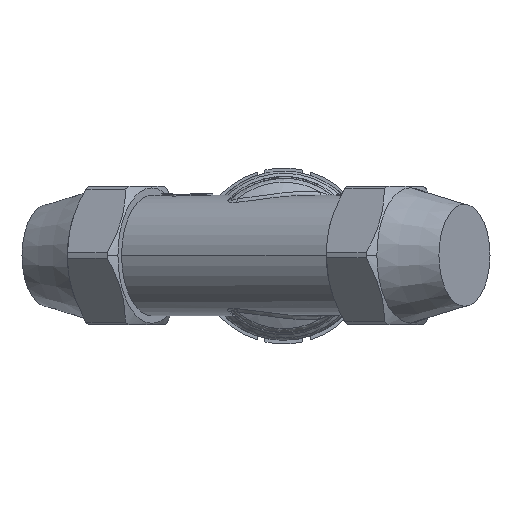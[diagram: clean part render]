
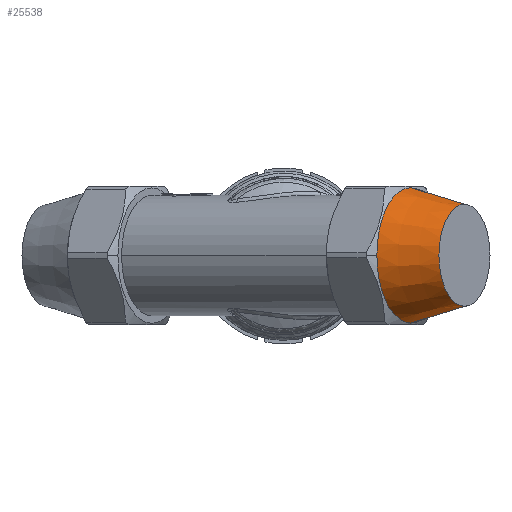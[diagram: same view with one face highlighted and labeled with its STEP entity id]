
A CAD part, top view. The second image highlights one B-rep face of the part: STEP entity #25538.
In plain terms, the highlighted conical face has half-angle 15 degrees and reference radius 15.789 mm.
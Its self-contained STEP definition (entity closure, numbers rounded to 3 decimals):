
#1759=CARTESIAN_POINT('',(33.775,0.,19.5));
#1760=DIRECTION('',(0.866,0.,0.5));
#1761=DIRECTION('',(0.,1.,0.));
#1762=AXIS2_PLACEMENT_3D('',#1759,#1760,#1761);
#1764=CARTESIAN_POINT('',(33.775,0.,19.5));
#1765=DIRECTION('',(0.866,0.,0.5));
#1766=DIRECTION('',(-0.5,0.,0.866));
#1767=AXIS2_PLACEMENT_3D('',#1764,#1765,#1766);
#1779=DIRECTION('',(0.837,0.259,0.483));
#1780=VECTOR('',#1779,17.082);
#1781=CARTESIAN_POINT('',(33.775,-18.,19.5));
#1782=LINE('',#1781,#1780);
#1783=DIRECTION('',(0.837,-0.259,0.483));
#1784=VECTOR('',#1783,17.082);
#1785=CARTESIAN_POINT('',(33.775,18.,19.5));
#1786=LINE('',#1785,#1784);
#1792=CARTESIAN_POINT('',(48.064,0.,27.75));
#1793=DIRECTION('',(-0.866,0.,-0.5));
#1794=DIRECTION('',(0.,-1.,0.));
#1795=AXIS2_PLACEMENT_3D('',#1792,#1793,#1794);
#23987=CARTESIAN_POINT('',(48.064,-13.579,27.75));
#23988=CARTESIAN_POINT('',(48.064,13.579,27.75));
#23989=VERTEX_POINT('',#23987);
#23990=VERTEX_POINT('',#23988);
#23992=CARTESIAN_POINT('',(33.775,18.,19.5));
#23994=VERTEX_POINT('',#23992);
#23995=CARTESIAN_POINT('',(24.775,0.,35.088));
#23996=VERTEX_POINT('',#23995);
#23997=CARTESIAN_POINT('',(33.775,-18.,19.5));
#23998=VERTEX_POINT('',#23997);
#25523=CARTESIAN_POINT('',(40.92,0.,23.625));
#25524=DIRECTION('',(-0.866,0.,-0.5));
#25525=DIRECTION('',(0.,1.,0.));
#25526=AXIS2_PLACEMENT_3D('',#25523,#25524,#25525);
#25527=CONICAL_SURFACE('',#25526,15.789,15.);
#25528=ORIENTED_EDGE('',*,*,#25422,.F.);
#25530=ORIENTED_EDGE('',*,*,#25529,.T.);
#25532=ORIENTED_EDGE('',*,*,#25531,.F.);
#25534=ORIENTED_EDGE('',*,*,#25533,.F.);
#25535=ORIENTED_EDGE('',*,*,#25451,.F.);
#25536=EDGE_LOOP('',(#25528,#25530,#25532,#25534,#25535));
#25537=FACE_OUTER_BOUND('',#25536,.F.);
#1763=CIRCLE('',#1762,18.);
#1768=CIRCLE('',#1767,18.);
#1796=CIRCLE('',#1795,13.579);
#25422=EDGE_CURVE('',#23994,#23996,#1763,.T.);
#25451=EDGE_CURVE('',#23996,#23998,#1768,.T.);
#25529=EDGE_CURVE('',#23994,#23990,#1786,.T.);
#25531=EDGE_CURVE('',#23989,#23990,#1796,.T.);
#25533=EDGE_CURVE('',#23998,#23989,#1782,.T.);
#25538=ADVANCED_FACE('',(#25537),#25527,.T.);
